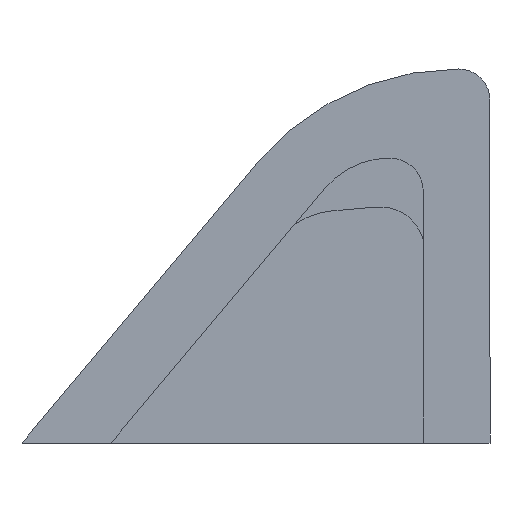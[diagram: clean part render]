
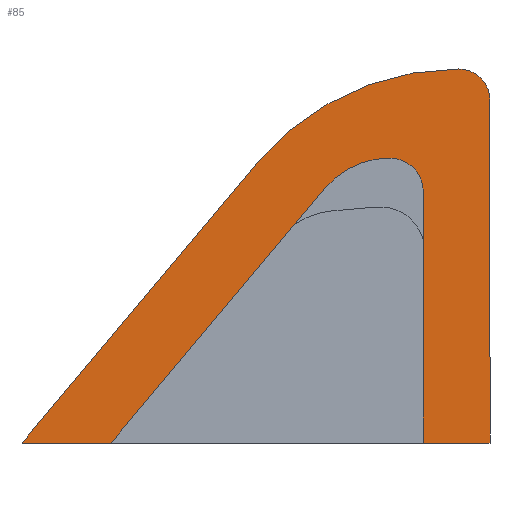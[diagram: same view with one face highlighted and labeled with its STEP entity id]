
A CAD part, top view. The second image highlights one B-rep face of the part: STEP entity #85.
In plain terms, the highlighted planar face has unit normal (0, 0, 1).
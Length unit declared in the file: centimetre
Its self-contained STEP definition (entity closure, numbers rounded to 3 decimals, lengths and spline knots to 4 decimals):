
#2 = ORIENTED_EDGE ( 'NONE', *, *, #43, .T. ) ;
#7 = CIRCLE ( 'NONE', #171, 0.5922 ) ;
#8 = ORIENTED_EDGE ( 'NONE', *, *, #163, .F. ) ;
#9 = CARTESIAN_POINT ( 'NONE',  ( 0., 0., 0. ) ) ;
#15 = CARTESIAN_POINT ( 'NONE',  ( 0.5273, 0.6285, 0. ) ) ;
#16 = CARTESIAN_POINT ( 'NONE',  ( 0.981, 0.2478, 0. ) ) ;
#17 = DIRECTION ( 'NONE',  ( -1., 0., 0. ) ) ;
#19 = CARTESIAN_POINT ( 'NONE',  ( 0.981, 0.84, 0. ) ) ;
#21 = CARTESIAN_POINT ( 'NONE',  ( 0.826, 0.565, 0. ) ) ;
#26 = EDGE_CURVE ( 'NONE', #51, #45, #7, .T. ) ;
#27 = VERTEX_POINT ( 'NONE', #108 ) ;
#28 = AXIS2_PLACEMENT_3D ( 'NONE', #168, #148, #58 ) ;
#29 = ORIENTED_EDGE ( 'NONE', *, *, #56, .F. ) ;
#30 = LINE ( 'NONE', #88, #66 ) ;
#31 = ORIENTED_EDGE ( 'NONE', *, *, #192, .F. ) ;
#32 = ORIENTED_EDGE ( 'NONE', *, *, #74, .F. ) ;
#33 = PLANE ( 'NONE',  #69 ) ;
#35 = VERTEX_POINT ( 'NONE', #46 ) ;
#36 = CARTESIAN_POINT ( 'NONE',  ( 1.051, 0., 0. ) ) ;
#41 = DIRECTION ( 'NONE',  ( -1., 0., 0. ) ) ;
#43 = EDGE_CURVE ( 'NONE', #141, #172, #30, .T. ) ;
#45 = VERTEX_POINT ( 'NONE', #15 ) ;
#46 = CARTESIAN_POINT ( 'NONE',  ( 0.6798, 0.5718, 0. ) ) ;
#51 = VERTEX_POINT ( 'NONE', #19 ) ;
#52 = DIRECTION ( 'NONE',  ( 0., 0., -1. ) ) ;
#53 = DIRECTION ( 'NONE',  ( 1., 0., 0. ) ) ;
#54 = CIRCLE ( 'NONE', #169, 0.075 ) ;
#55 = DIRECTION ( 'NONE',  ( 1., 0., 0. ) ) ;
#56 = EDGE_CURVE ( 'NONE', #87, #27, #73, .T. ) ;
#57 = CARTESIAN_POINT ( 'NONE',  ( 0., 0., 0. ) ) ;
#58 = DIRECTION ( 'NONE',  ( -1., 0., 0. ) ) ;
#59 = EDGE_CURVE ( 'NONE', #67, #51, #198, .T. ) ;
#60 = ORIENTED_EDGE ( 'NONE', *, *, #134, .T. ) ;
#61 = LINE ( 'NONE', #93, #154 ) ;
#63 = CARTESIAN_POINT ( 'NONE',  ( 0.981, 0.77, 0. ) ) ;
#66 = VECTOR ( 'NONE', #53, 100. ) ;
#67 = VERTEX_POINT ( 'NONE', #124 ) ;
#69 = AXIS2_PLACEMENT_3D ( 'NONE', #76, #52, #17 ) ;
#70 = CARTESIAN_POINT ( 'NONE',  ( 0.901, 0., 0. ) ) ;
#72 = EDGE_CURVE ( 'NONE', #175, #193, #176, .T. ) ;
#73 = LINE ( 'NONE', #144, #77 ) ;
#74 = EDGE_CURVE ( 'NONE', #35, #75, #61, .T. ) ;
#75 = VERTEX_POINT ( 'NONE', #162 ) ;
#76 = CARTESIAN_POINT ( 'NONE',  ( 0.981, 0.2478, 0. ) ) ;
#77 = VECTOR ( 'NONE', #125, 100. ) ;
#80 = CARTESIAN_POINT ( 'NONE',  ( 0.901, 0.4563, 0. ) ) ;
#81 = VERTEX_POINT ( 'NONE', #120 ) ;
#83 = LINE ( 'NONE', #96, #136 ) ;
#85 = ADVANCED_FACE ( 'NONE', ( #190 ), #33, .F. ) ;
#87 = VERTEX_POINT ( 'NONE', #80 ) ;
#88 = CARTESIAN_POINT ( 'NONE',  ( 0., 0., 0. ) ) ;
#93 = CARTESIAN_POINT ( 'NONE',  ( 0.6447, 0.53, 0. ) ) ;
#96 = CARTESIAN_POINT ( 'NONE',  ( 0.6447, 0.53, 0. ) ) ;
#101 = VECTOR ( 'NONE', #181, 100. ) ;
#102 = DIRECTION ( 'NONE',  ( 0., 0., 1. ) ) ;
#103 = ORIENTED_EDGE ( 'NONE', *, *, #59, .T. ) ;
#105 = DIRECTION ( 'NONE',  ( 0., 0., 1. ) ) ;
#108 = CARTESIAN_POINT ( 'NONE',  ( 0.901, 0.565, 0. ) ) ;
#110 = CARTESIAN_POINT ( 'NONE',  ( 0.2, 0., 0. ) ) ;
#111 = DIRECTION ( 'NONE',  ( 0., 0., 1. ) ) ;
#114 = CIRCLE ( 'NONE', #28, 0.1908 ) ;
#118 = EDGE_CURVE ( 'NONE', #172, #67, #197, .T. ) ;
#119 = EDGE_CURVE ( 'NONE', #141, #87, #182, .T. ) ;
#120 = CARTESIAN_POINT ( 'NONE',  ( 0.826, 0.64, 0. ) ) ;
#122 = DIRECTION ( 'NONE',  ( -0.643, -0.766, 0. ) ) ;
#124 = CARTESIAN_POINT ( 'NONE',  ( 1.051, 0.77, 0. ) ) ;
#125 = DIRECTION ( 'NONE',  ( 0., 1., 0. ) ) ;
#132 = LINE ( 'NONE', #57, #101 ) ;
#134 = EDGE_CURVE ( 'NONE', #45, #175, #132, .T. ) ;
#135 = EDGE_CURVE ( 'NONE', #75, #193, #83, .T. ) ;
#136 = VECTOR ( 'NONE', #147, 100. ) ;
#138 = ORIENTED_EDGE ( 'NONE', *, *, #26, .T. ) ;
#139 = ORIENTED_EDGE ( 'NONE', *, *, #135, .F. ) ;
#140 = CARTESIAN_POINT ( 'NONE',  ( 0., 0., 0. ) ) ;
#141 = VERTEX_POINT ( 'NONE', #70 ) ;
#144 = CARTESIAN_POINT ( 'NONE',  ( 0.901, 0.2478, 0. ) ) ;
#147 = DIRECTION ( 'NONE',  ( -0.643, -0.766, 0. ) ) ;
#148 = DIRECTION ( 'NONE',  ( 0., 0., 1. ) ) ;
#149 = VECTOR ( 'NONE', #179, 100. ) ;
#150 = DIRECTION ( 'NONE',  ( 0., 1., 0. ) ) ;
#154 = VECTOR ( 'NONE', #122, 100. ) ;
#156 = ORIENTED_EDGE ( 'NONE', *, *, #119, .F. ) ;
#157 = ORIENTED_EDGE ( 'NONE', *, *, #72, .T. ) ;
#158 = ORIENTED_EDGE ( 'NONE', *, *, #118, .T. ) ;
#160 = VECTOR ( 'NONE', #170, 100. ) ;
#162 = CARTESIAN_POINT ( 'NONE',  ( 0.6116, 0.4905, 0. ) ) ;
#163 = EDGE_CURVE ( 'NONE', #27, #81, #54, .T. ) ;
#164 = DIRECTION ( 'NONE',  ( -1., 0., 0. ) ) ;
#165 = AXIS2_PLACEMENT_3D ( 'NONE', #63, #105, #55 ) ;
#168 = CARTESIAN_POINT ( 'NONE',  ( 0.826, 0.4492, 0. ) ) ;
#169 = AXIS2_PLACEMENT_3D ( 'NONE', #21, #111, #41 ) ;
#170 = DIRECTION ( 'NONE',  ( 0., 1., 0. ) ) ;
#171 = AXIS2_PLACEMENT_3D ( 'NONE', #16, #102, #164 ) ;
#172 = VERTEX_POINT ( 'NONE', #201 ) ;
#175 = VERTEX_POINT ( 'NONE', #9 ) ;
#176 = LINE ( 'NONE', #140, #149 ) ;
#179 = DIRECTION ( 'NONE',  ( 1., 0., 0. ) ) ;
#181 = DIRECTION ( 'NONE',  ( -0.643, -0.766, 0. ) ) ;
#182 = LINE ( 'NONE', #183, #184 ) ;
#183 = CARTESIAN_POINT ( 'NONE',  ( 0.901, 0.2478, 0. ) ) ;
#184 = VECTOR ( 'NONE', #150, 100. ) ;
#187 = EDGE_LOOP ( 'NONE', ( #32, #31, #8, #29, #156, #2, #158, #103, #138, #60, #157, #139 ) ) ;
#190 = FACE_OUTER_BOUND ( 'NONE', #187, .T. ) ;
#192 = EDGE_CURVE ( 'NONE', #81, #35, #114, .T. ) ;
#193 = VERTEX_POINT ( 'NONE', #110 ) ;
#197 = LINE ( 'NONE', #36, #160 ) ;
#198 = CIRCLE ( 'NONE', #165, 0.07 ) ;
#201 = CARTESIAN_POINT ( 'NONE',  ( 1.051, 0., 0. ) ) ;
